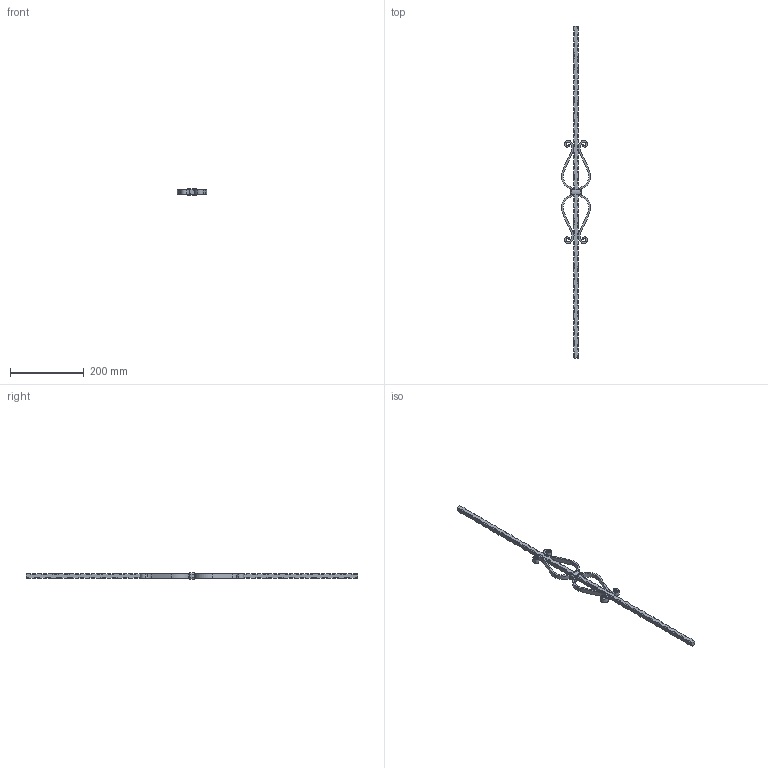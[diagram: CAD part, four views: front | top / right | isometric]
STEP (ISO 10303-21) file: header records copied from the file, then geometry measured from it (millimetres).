
FILE_DESCRIPTION (( 'STEP AP203' ), '1' );
FILE_NAME ('1220.STEP', '2023-06-19T07:43:47', ( '' ), ( '' ), 'SwSTEP 2.0', 'SolidWorks 2018', '' );
FILE_SCHEMA (( 'CONFIG_CONTROL_DESIGN' ));
Length unit declared in the file: millimetre
Products named in the file (1): 1220
Bounding box: 79.89 x 900 x 18 mm (x, y, z)
Volume: 171772.6 mm3; surface area: 71152.4 mm2
Topology: 4 solids, 4 shells, 572 faces, 1661 edges, 872 vertices
Faces by surface type: plane 208, torus 158, bspline 113, cylinder 93
Entity records: 22559 total; most frequent: CARTESIAN_POINT 9367, ORIENTED_EDGE 2842, DIRECTION 2580, EDGE_CURVE 1421, AXIS2_PLACEMENT_3D 925, VERTEX_POINT 872, VECTOR 730, LINE 730
